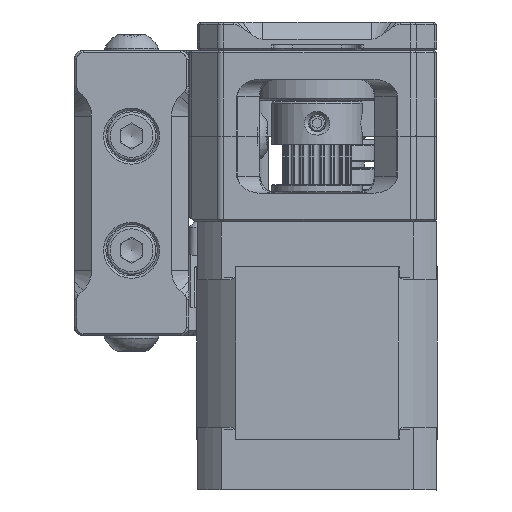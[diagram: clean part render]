
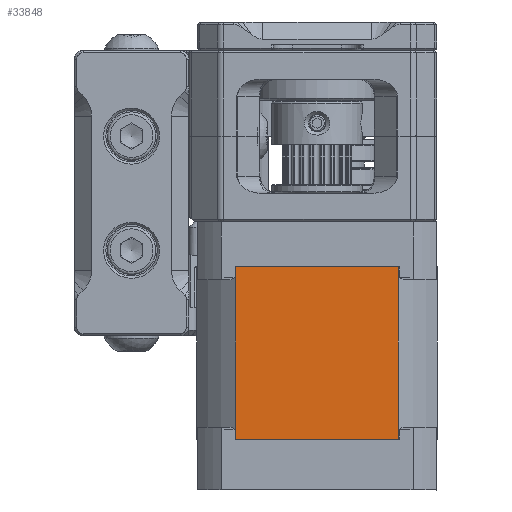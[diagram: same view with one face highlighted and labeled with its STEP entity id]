
A CAD part, front view. The second image highlights one B-rep face of the part: STEP entity #33848.
In plain terms, the highlighted planar face has unit normal (0, -1, 0).
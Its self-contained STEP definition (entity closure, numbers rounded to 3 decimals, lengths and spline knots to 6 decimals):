
#3048=LINE('',#62246,#5428);
#3054=LINE('',#62272,#5434);
#3066=LINE('',#62311,#5446);
#3068=LINE('',#62315,#5448);
#3070=LINE('',#62321,#5450);
#3134=LINE('',#62534,#5514);
#3135=LINE('',#62540,#5515);
#3136=LINE('',#62544,#5516);
#3138=LINE('',#62551,#5518);
#3140=LINE('',#62556,#5520);
#3141=LINE('',#62558,#5521);
#3145=LINE('',#62619,#5525);
#5428=VECTOR('',#47321,1.);
#5434=VECTOR('',#47349,1.);
#5446=VECTOR('',#47389,1.);
#5448=VECTOR('',#47393,1.);
#5450=VECTOR('',#47399,1.);
#5514=VECTOR('',#47619,1.);
#5515=VECTOR('',#47626,1.);
#5516=VECTOR('',#47631,1.);
#5518=VECTOR('',#47637,1.);
#5520=VECTOR('',#47643,1.);
#5521=VECTOR('',#47646,1.);
#5525=VECTOR('',#47730,1.);
#7057=PLANE('',#38662);
#14878=ORIENTED_EDGE('',*,*,#20311,.T.);
#14879=ORIENTED_EDGE('',*,*,#20313,.T.);
#14880=ORIENTED_EDGE('',*,*,#20320,.T.);
#14881=ORIENTED_EDGE('',*,*,#20308,.T.);
#14882=ORIENTED_EDGE('',*,*,#20319,.T.);
#14883=ORIENTED_EDGE('',*,*,#20316,.T.);
#14884=ORIENTED_EDGE('',*,*,#20342,.T.);
#14885=ORIENTED_EDGE('',*,*,#20204,.T.);
#14886=ORIENTED_EDGE('',*,*,#20201,.F.);
#14887=ORIENTED_EDGE('',*,*,#20179,.F.);
#14888=ORIENTED_EDGE('',*,*,#20166,.F.);
#14889=ORIENTED_EDGE('',*,*,#20199,.T.);
#20166=EDGE_CURVE('',#23615,#23616,#3048,.T.);
#20179=EDGE_CURVE('',#23616,#23625,#3054,.T.);
#20199=EDGE_CURVE('',#23615,#23637,#3066,.T.);
#20201=EDGE_CURVE('',#23625,#23639,#3068,.T.);
#20204=EDGE_CURVE('',#23641,#23639,#3070,.T.);
#20308=EDGE_CURVE('',#23712,#23711,#3134,.T.);
#20311=EDGE_CURVE('',#23637,#23713,#3135,.T.);
#20313=EDGE_CURVE('',#23713,#23714,#3136,.T.);
#20316=EDGE_CURVE('',#23718,#23717,#3138,.T.);
#20319=EDGE_CURVE('',#23711,#23718,#3140,.T.);
#20320=EDGE_CURVE('',#23714,#23712,#3141,.T.);
#20342=EDGE_CURVE('',#23717,#23641,#3145,.T.);
#23615=VERTEX_POINT('',#62245);
#23616=VERTEX_POINT('',#62247);
#23625=VERTEX_POINT('',#62273);
#23637=VERTEX_POINT('',#62310);
#23639=VERTEX_POINT('',#62316);
#23641=VERTEX_POINT('',#62322);
#23711=VERTEX_POINT('',#62533);
#23712=VERTEX_POINT('',#62535);
#23713=VERTEX_POINT('',#62539);
#23714=VERTEX_POINT('',#62543);
#23717=VERTEX_POINT('',#62550);
#23718=VERTEX_POINT('',#62552);
#28187=EDGE_LOOP('',(#14878,#14879,#14880,#14881,#14882,#14883,#14884,#14885,
#14886,#14887,#14888,#14889));
#30967=FACE_BOUND('',#28187,.T.);
#33848=ADVANCED_FACE('',(#30967),#7057,.T.);
#38662=AXIS2_PLACEMENT_3D('',#62618,#47728,#47729);
#47321=DIRECTION('',(1.,0.,0.));
#47349=DIRECTION('',(0.,0.,-1.));
#47389=DIRECTION('',(0.,0.,1.));
#47393=DIRECTION('',(-1.,0.,0.));
#47399=DIRECTION('',(0.,0.,1.));
#47619=DIRECTION('',(0.,0.,-1.));
#47626=DIRECTION('',(-1.,0.,0.));
#47631=DIRECTION('',(0.,0.,-1.));
#47637=DIRECTION('',(0.,0.,-1.));
#47643=DIRECTION('',(1.,0.,0.));
#47646=DIRECTION('',(-1.,0.,0.));
#47728=DIRECTION('',(0.,-1.,0.));
#47729=DIRECTION('',(0.,0.,-1.));
#47730=DIRECTION('',(1.,0.,0.));
#62245=CARTESIAN_POINT('',(-0.152594,-0.2276,-0.0229));
#62246=CARTESIAN_POINT('',(-0.175478,-0.2276,-0.0229));
#62247=CARTESIAN_POINT('',(-0.14687,-0.2276,-0.0229));
#62272=CARTESIAN_POINT('',(-0.14687,-0.2276,-0.0229));
#62273=CARTESIAN_POINT('',(-0.14687,-0.2276,-0.0531));
#62310=CARTESIAN_POINT('',(-0.152594,-0.2276,-0.0228));
#62311=CARTESIAN_POINT('',(-0.152594,-0.2276,-0.0229));
#62315=CARTESIAN_POINT('',(-0.169605,-0.2276,-0.0531));
#62316=CARTESIAN_POINT('',(-0.152594,-0.2276,-0.0531));
#62321=CARTESIAN_POINT('',(-0.152594,-0.2276,-0.0229));
#62322=CARTESIAN_POINT('',(-0.152594,-0.2276,-0.0532));
#62533=CARTESIAN_POINT('',(-0.17533,-0.2276,-0.0531));
#62534=CARTESIAN_POINT('',(-0.17533,-0.2276,-0.0229));
#62535=CARTESIAN_POINT('',(-0.17533,-0.2276,-0.0229));
#62539=CARTESIAN_POINT('',(-0.169606,-0.2276,-0.0228));
#62540=CARTESIAN_POINT('',(-0.152594,-0.2276,-0.0228));
#62543=CARTESIAN_POINT('',(-0.169606,-0.2276,-0.0229));
#62544=CARTESIAN_POINT('',(-0.169606,-0.2276,-0.0228));
#62550=CARTESIAN_POINT('',(-0.169606,-0.2276,-0.0532));
#62551=CARTESIAN_POINT('',(-0.169606,-0.2276,-0.0229));
#62552=CARTESIAN_POINT('',(-0.169606,-0.2276,-0.0531));
#62556=CARTESIAN_POINT('',(-0.17533,-0.2276,-0.0531));
#62558=CARTESIAN_POINT('',(-0.169606,-0.2276,-0.0229));
#62618=CARTESIAN_POINT('',(-0.175331,-0.2276,-0.022799));
#62619=CARTESIAN_POINT('',(-0.169606,-0.2276,-0.0532));
